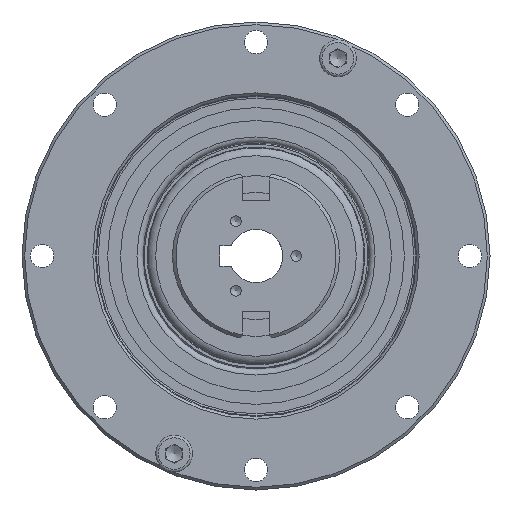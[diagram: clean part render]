
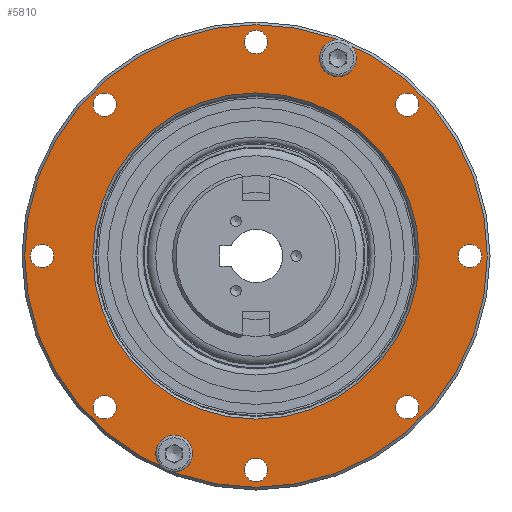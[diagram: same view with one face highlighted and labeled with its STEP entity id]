
A CAD part, left-side view. The second image highlights one B-rep face of the part: STEP entity #5810.
In plain terms, the highlighted planar face has unit normal (-1, 0, 0).
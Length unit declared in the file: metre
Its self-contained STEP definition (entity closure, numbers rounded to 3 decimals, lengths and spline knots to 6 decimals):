
#929=CIRCLE('',#6683,0.0346);
#930=CIRCLE('',#6684,0.0244);
#931=CIRCLE('',#6685,0.00175);
#932=CIRCLE('',#6686,0.00175);
#933=CIRCLE('',#6687,0.00175);
#934=CIRCLE('',#6688,0.00175);
#935=CIRCLE('',#6689,0.00175);
#936=CIRCLE('',#6690,0.00175);
#937=CIRCLE('',#6691,0.00175);
#938=CIRCLE('',#6692,0.00175);
#939=CIRCLE('',#6693,0.00175);
#940=CIRCLE('',#6694,0.00175);
#1894=ORIENTED_EDGE('',*,*,#2800,.T.);
#1895=ORIENTED_EDGE('',*,*,#2801,.F.);
#1896=ORIENTED_EDGE('',*,*,#2802,.T.);
#1897=ORIENTED_EDGE('',*,*,#2803,.T.);
#1898=ORIENTED_EDGE('',*,*,#2804,.T.);
#1899=ORIENTED_EDGE('',*,*,#2805,.T.);
#1900=ORIENTED_EDGE('',*,*,#2806,.T.);
#1901=ORIENTED_EDGE('',*,*,#2807,.T.);
#1902=ORIENTED_EDGE('',*,*,#2808,.T.);
#1903=ORIENTED_EDGE('',*,*,#2809,.T.);
#1904=ORIENTED_EDGE('',*,*,#2810,.T.);
#1905=ORIENTED_EDGE('',*,*,#2811,.T.);
#2800=EDGE_CURVE('',#3347,#3347,#929,.T.);
#2801=EDGE_CURVE('',#3348,#3348,#930,.T.);
#2802=EDGE_CURVE('',#3349,#3349,#931,.T.);
#2803=EDGE_CURVE('',#3350,#3350,#932,.T.);
#2804=EDGE_CURVE('',#3351,#3351,#933,.T.);
#2805=EDGE_CURVE('',#3352,#3352,#934,.T.);
#2806=EDGE_CURVE('',#3353,#3353,#935,.T.);
#2807=EDGE_CURVE('',#3354,#3354,#936,.T.);
#2808=EDGE_CURVE('',#3355,#3355,#937,.T.);
#2809=EDGE_CURVE('',#3356,#3356,#938,.T.);
#2810=EDGE_CURVE('',#3357,#3357,#939,.T.);
#2811=EDGE_CURVE('',#3358,#3358,#940,.T.);
#3347=VERTEX_POINT('',#11779);
#3348=VERTEX_POINT('',#11781);
#3349=VERTEX_POINT('',#11783);
#3350=VERTEX_POINT('',#11785);
#3351=VERTEX_POINT('',#11787);
#3352=VERTEX_POINT('',#11789);
#3353=VERTEX_POINT('',#11791);
#3354=VERTEX_POINT('',#11793);
#3355=VERTEX_POINT('',#11795);
#3356=VERTEX_POINT('',#11797);
#3357=VERTEX_POINT('',#11799);
#3358=VERTEX_POINT('',#11801);
#4425=EDGE_LOOP('',(#1894));
#4426=EDGE_LOOP('',(#1895));
#4427=EDGE_LOOP('',(#1896));
#4428=EDGE_LOOP('',(#1897));
#4429=EDGE_LOOP('',(#1898));
#4430=EDGE_LOOP('',(#1899));
#4431=EDGE_LOOP('',(#1900));
#4432=EDGE_LOOP('',(#1901));
#4433=EDGE_LOOP('',(#1902));
#4434=EDGE_LOOP('',(#1903));
#4435=EDGE_LOOP('',(#1904));
#4436=EDGE_LOOP('',(#1905));
#5095=FACE_BOUND('',#4425,.T.);
#5096=FACE_BOUND('',#4426,.T.);
#5097=FACE_BOUND('',#4427,.T.);
#5098=FACE_BOUND('',#4428,.T.);
#5099=FACE_BOUND('',#4429,.T.);
#5100=FACE_BOUND('',#4430,.T.);
#5101=FACE_BOUND('',#4431,.T.);
#5102=FACE_BOUND('',#4432,.T.);
#5103=FACE_BOUND('',#4433,.T.);
#5104=FACE_BOUND('',#4434,.T.);
#5105=FACE_BOUND('',#4435,.T.);
#5106=FACE_BOUND('',#4436,.T.);
#5556=PLANE('',#6682);
#5810=ADVANCED_FACE('',(#5095,#5096,#5097,#5098,#5099,#5100,#5101,#5102,
#5103,#5104,#5105,#5106),#5556,.F.);
#6682=AXIS2_PLACEMENT_3D('',#11777,#8120,#8121);
#6683=AXIS2_PLACEMENT_3D('',#11778,#8122,#8123);
#6684=AXIS2_PLACEMENT_3D('',#11780,#8124,#8125);
#6685=AXIS2_PLACEMENT_3D('',#11782,#8126,#8127);
#6686=AXIS2_PLACEMENT_3D('',#11784,#8128,#8129);
#6687=AXIS2_PLACEMENT_3D('',#11786,#8130,#8131);
#6688=AXIS2_PLACEMENT_3D('',#11788,#8132,#8133);
#6689=AXIS2_PLACEMENT_3D('',#11790,#8134,#8135);
#6690=AXIS2_PLACEMENT_3D('',#11792,#8136,#8137);
#6691=AXIS2_PLACEMENT_3D('',#11794,#8138,#8139);
#6692=AXIS2_PLACEMENT_3D('',#11796,#8140,#8141);
#6693=AXIS2_PLACEMENT_3D('',#11798,#8142,#8143);
#6694=AXIS2_PLACEMENT_3D('',#11800,#8144,#8145);
#8120=DIRECTION('',(1.,0.,0.));
#8121=DIRECTION('',(0.,0.,-1.));
#8122=DIRECTION('',(-1.,0.,0.));
#8123=DIRECTION('',(0.,0.,1.));
#8124=DIRECTION('',(-1.,0.,0.));
#8125=DIRECTION('',(0.,0.,1.));
#8126=DIRECTION('',(1.,0.,0.));
#8127=DIRECTION('',(0.,0.,-1.));
#8128=DIRECTION('',(1.,0.,0.));
#8129=DIRECTION('',(0.,0.,-1.));
#8130=DIRECTION('',(1.,0.,0.));
#8131=DIRECTION('',(0.,0.,-1.));
#8132=DIRECTION('',(1.,0.,0.));
#8133=DIRECTION('',(0.,0.,-1.));
#8134=DIRECTION('',(1.,0.,0.));
#8135=DIRECTION('',(0.,0.,-1.));
#8136=DIRECTION('',(1.,0.,0.));
#8137=DIRECTION('',(0.,0.,-1.));
#8138=DIRECTION('',(1.,0.,0.));
#8139=DIRECTION('',(0.,0.,-1.));
#8140=DIRECTION('',(1.,0.,0.));
#8141=DIRECTION('',(0.,0.,-1.));
#8142=DIRECTION('',(1.,0.,0.));
#8143=DIRECTION('',(0.,0.,-1.));
#8144=DIRECTION('',(1.,0.,0.));
#8145=DIRECTION('',(0.,0.,-1.));
#11777=CARTESIAN_POINT('',(0.,0.0346,0.));
#11778=CARTESIAN_POINT('',(0.,0.,0.));
#11779=CARTESIAN_POINT('',(0.,0.,0.0346));
#11780=CARTESIAN_POINT('',(0.,0.,0.));
#11781=CARTESIAN_POINT('',(0.,0.,0.0244));
#11782=CARTESIAN_POINT('',(0.,0.,-0.032));
#11783=CARTESIAN_POINT('',(0.,0.,-0.03375));
#11784=CARTESIAN_POINT('',(0.,-0.022627,-0.022627));
#11785=CARTESIAN_POINT('',(0.,-0.022627,-0.024377));
#11786=CARTESIAN_POINT('',(0.,-0.032,0.));
#11787=CARTESIAN_POINT('',(0.,-0.032,-0.00175));
#11788=CARTESIAN_POINT('',(0.,-0.022627,0.022627));
#11789=CARTESIAN_POINT('',(0.,-0.022627,0.020877));
#11790=CARTESIAN_POINT('',(0.,0.,0.032));
#11791=CARTESIAN_POINT('',(0.,0.,0.03025));
#11792=CARTESIAN_POINT('',(0.,0.022627,0.022627));
#11793=CARTESIAN_POINT('',(0.,0.022627,0.020877));
#11794=CARTESIAN_POINT('',(0.,0.032,0.));
#11795=CARTESIAN_POINT('',(0.,0.032,-0.00175));
#11796=CARTESIAN_POINT('',(0.,0.022627,-0.022627));
#11797=CARTESIAN_POINT('',(0.,0.022627,-0.024377));
#11798=CARTESIAN_POINT('',(0.,0.012246,-0.029564));
#11799=CARTESIAN_POINT('',(0.,0.012246,-0.031314));
#11800=CARTESIAN_POINT('',(0.,-0.012246,0.029564));
#11801=CARTESIAN_POINT('',(0.,-0.012246,0.027814));
